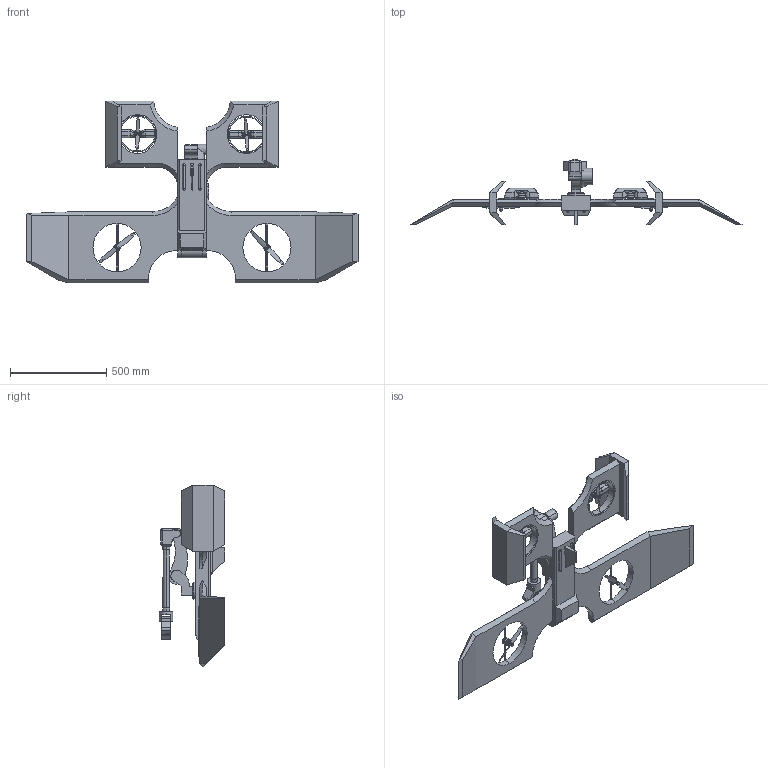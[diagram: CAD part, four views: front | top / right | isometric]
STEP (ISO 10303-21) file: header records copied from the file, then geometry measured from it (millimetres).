
FILE_DESCRIPTION (( 'STEP AP214' ), '1' );
FILE_NAME ('final ass.STEP', '2020-11-26T12:46:14', ( '' ), ( '' ), 'SwSTEP 2.0', 'SolidWorks 2021', '' );
FILE_SCHEMA (( 'AUTOMOTIVE_DESIGN' ));
Length unit declared in the file: millimetre
Products named in the file (12): grip1; grip2; mount; MOTOR handle; motor; blade-small; final ass; blade (1); Body; cam; Part1; GRIP BASE
Assembly tree (19 placements, depth 2):
  final ass
    Body
    MOTOR handle  x2
    motor  x4
    blade (1)  x2
    cam
    GRIP BASE
    grip1
    grip2
    Part1  x2
    mount  x2
    blade-small  x2
Bounding box: 1721.58 x 338.72 x 943.25 mm (x, y, z)
Volume: 30982956 mm3; surface area: 2568685.2 mm2
Topology: 25 solids, 26 shells, 743 faces, 1744 edges, 1065 vertices
Faces by surface type: plane 309, cylinder 247, bspline 88, cone 51, torus 44, sphere 4
Entity records: 20431 total; most frequent: CARTESIAN_POINT 7041, ORIENTED_EDGE 2362, DIRECTION 2247, EDGE_CURVE 1181, AXIS2_PLACEMENT_3D 826, VERTEX_POINT 738, LINE 595, VECTOR 595
